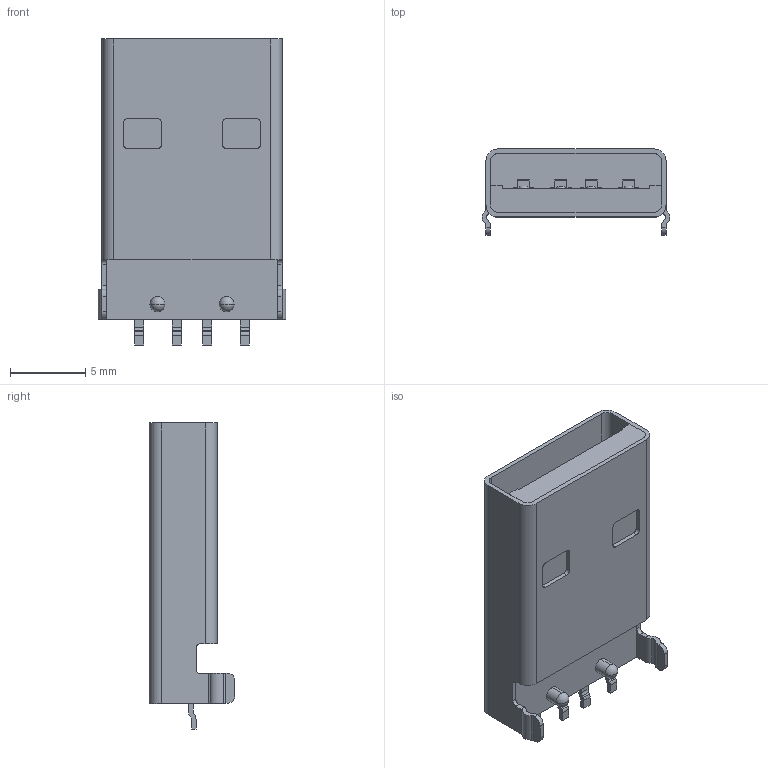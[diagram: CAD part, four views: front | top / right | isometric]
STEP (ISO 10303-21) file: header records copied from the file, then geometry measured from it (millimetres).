
FILE_DESCRIPTION (( 'STEP AP214' ), '1' );
FILE_NAME ('USB-AM-S-F-B-TH.STEP', '2022-01-15T15:46:40', ( '' ), ( '' ), 'SwSTEP 2.0', 'SolidWorks 2019', '' );
FILE_SCHEMA (( 'AUTOMOTIVE_DESIGN' ));
Length unit declared in the file: millimetre
Products named in the file (1): USB-AM-S-F-B-TH
Bounding box: 12.5 x 5.7 x 20.39 mm (x, y, z)
Volume: 693.5 mm3; surface area: 1578.6 mm2
Topology: 1 solids, 1 shells, 299 faces, 850 edges, 562 vertices
Faces by surface type: plane 203, cylinder 84, torus 8, sphere 4
Entity records: 11518 total; most frequent: CARTESIAN_POINT 1708, ORIENTED_EDGE 1692, DIRECTION 1638, EDGE_CURVE 846, LINE 654, VECTOR 654, VERTEX_POINT 562, AXIS2_PLACEMENT_3D 492
